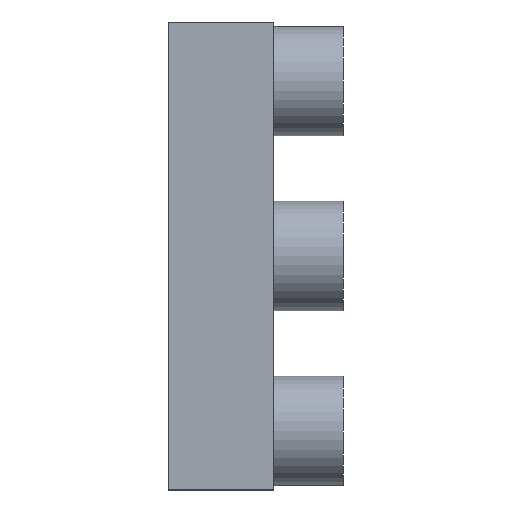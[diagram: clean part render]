
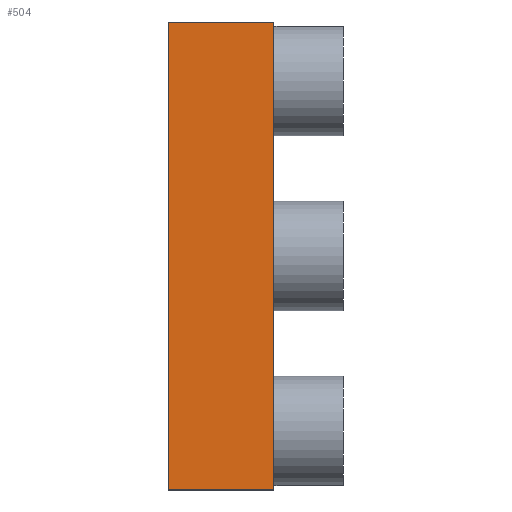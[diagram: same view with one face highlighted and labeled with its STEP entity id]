
A CAD part, left-side view. The second image highlights one B-rep face of the part: STEP entity #504.
In plain terms, the highlighted planar face has unit normal (-1, 0, 0).
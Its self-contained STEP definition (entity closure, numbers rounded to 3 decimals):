
#29 = EDGE_LOOP ( 'NONE', ( #818, #884, #761, #793 ) ) ;
#49 = LINE ( 'NONE', #397, #696 ) ;
#131 = DIRECTION ( 'NONE',  ( 1., 0., 0. ) ) ;
#193 = DIRECTION ( 'NONE',  ( 0., 0., 1. ) ) ;
#195 = CARTESIAN_POINT ( 'NONE',  ( 7.01, 3.998, -15.61 ) ) ;
#199 = CARTESIAN_POINT ( 'NONE',  ( 7.01, 1.587, -15.61 ) ) ;
#238 = DIRECTION ( 'NONE',  ( 0., 0., -1. ) ) ;
#249 = CARTESIAN_POINT ( 'NONE',  ( 7.01, 3.998, -15.61 ) ) ;
#273 = DIRECTION ( 'NONE',  ( 0., 0., 1. ) ) ;
#277 = CARTESIAN_POINT ( 'NONE',  ( 7.01, 3.998, -15.61 ) ) ;
#310 = CARTESIAN_POINT ( 'NONE',  ( 7.01, 1.587, -15.61 ) ) ;
#312 = CARTESIAN_POINT ( 'NONE',  ( 7.01, 3.998, -15.61 ) ) ;
#340 = DIRECTION ( 'NONE',  ( 0., -1., 0. ) ) ;
#365 = CARTESIAN_POINT ( 'NONE',  ( 7.01, 3.998, -26.31 ) ) ;
#378 = DIRECTION ( 'NONE',  ( 0., -1., 0. ) ) ;
#397 = CARTESIAN_POINT ( 'NONE',  ( 7.01, 3.998, -26.31 ) ) ;
#414 = CARTESIAN_POINT ( 'NONE',  ( 7.01, 1.587, -26.31 ) ) ;
#460 = PLANE ( 'NONE',  #631 ) ;
#504 = ADVANCED_FACE ( 'NONE', ( #861 ), #460, .F. ) ;
#538 = VECTOR ( 'NONE', #340, 1000. ) ;
#540 = LINE ( 'NONE', #277, #538 ) ;
#541 = VECTOR ( 'NONE', #193, 1000. ) ;
#542 = LINE ( 'NONE', #312, #541 ) ;
#556 = EDGE_CURVE ( 'NONE', #823, #733, #858, .T. ) ;
#599 = EDGE_CURVE ( 'NONE', #850, #823, #49, .T. ) ;
#604 = EDGE_CURVE ( 'NONE', #850, #888, #542, .T. ) ;
#606 = EDGE_CURVE ( 'NONE', #888, #733, #540, .T. ) ;
#631 = AXIS2_PLACEMENT_3D ( 'NONE', #195, #131, #238 ) ;
#696 = VECTOR ( 'NONE', #378, 1000. ) ;
#733 = VERTEX_POINT ( 'NONE', #310 ) ;
#755 = VECTOR ( 'NONE', #273, 1000. ) ;
#761 = ORIENTED_EDGE ( 'NONE', *, *, #604, .F. ) ;
#793 = ORIENTED_EDGE ( 'NONE', *, *, #599, .T. ) ;
#818 = ORIENTED_EDGE ( 'NONE', *, *, #556, .T. ) ;
#823 = VERTEX_POINT ( 'NONE', #414 ) ;
#850 = VERTEX_POINT ( 'NONE', #365 ) ;
#858 = LINE ( 'NONE', #199, #755 ) ;
#861 = FACE_OUTER_BOUND ( 'NONE', #29, .T. ) ;
#884 = ORIENTED_EDGE ( 'NONE', *, *, #606, .F. ) ;
#888 = VERTEX_POINT ( 'NONE', #249 ) ;
